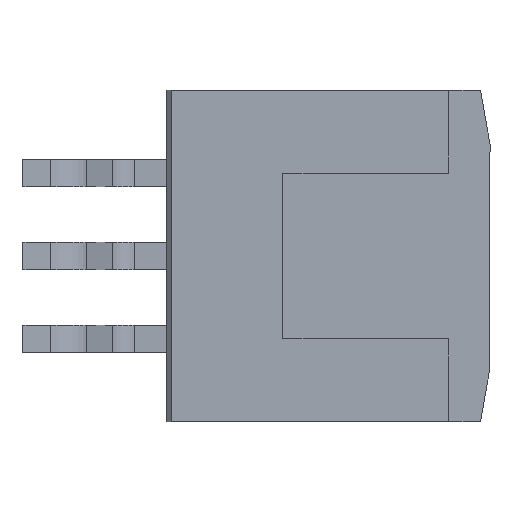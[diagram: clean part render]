
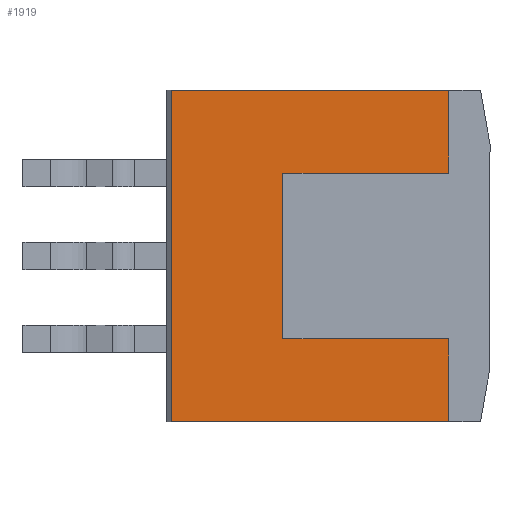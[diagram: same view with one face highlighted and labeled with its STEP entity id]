
A CAD part, front view. The second image highlights one B-rep face of the part: STEP entity #1919.
In plain terms, the highlighted planar face has unit normal (0, -1, 0).
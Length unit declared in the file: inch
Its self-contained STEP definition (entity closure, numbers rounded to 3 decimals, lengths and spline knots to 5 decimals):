
#8 = CARTESIAN_POINT ( 'NONE',  ( 0.0325, 0., -0.1 ) ) ;
#9 = EDGE_CURVE ( 'NONE', #1312, #1976, #17, .T. ) ;
#17 = LINE ( 'NONE', #1142, #1445 ) ;
#39 = CARTESIAN_POINT ( 'NONE',  ( 0.0325, 0., 0.1 ) ) ;
#54 = ORIENTED_EDGE ( 'NONE', *, *, #398, .T. ) ;
#59 = PLANE ( 'NONE',  #583 ) ;
#162 = CARTESIAN_POINT ( 'NONE',  ( 0.2325, 0., -0.2 ) ) ;
#265 = CARTESIAN_POINT ( 'NONE',  ( 0.0325, 0., -0.1 ) ) ;
#288 = CARTESIAN_POINT ( 'NONE',  ( 0.2325, 0., -0.1 ) ) ;
#373 = EDGE_CURVE ( 'NONE', #374, #725, #1133, .T. ) ;
#374 = VERTEX_POINT ( 'NONE', #2058 ) ;
#381 = DIRECTION ( 'NONE',  ( -1., 0., 0. ) ) ;
#383 = LINE ( 'NONE', #1714, #1027 ) ;
#398 = EDGE_CURVE ( 'NONE', #1312, #725, #383, .T. ) ;
#409 = DIRECTION ( 'NONE',  ( -1., 0., 0. ) ) ;
#416 = VECTOR ( 'NONE', #1247, 39.37008 ) ;
#424 = DIRECTION ( 'NONE',  ( 1., 0., 0. ) ) ;
#445 = DIRECTION ( 'NONE',  ( 0., 0., 1. ) ) ;
#487 = CARTESIAN_POINT ( 'NONE',  ( -0.10219, 0., 0.2 ) ) ;
#506 = ORIENTED_EDGE ( 'NONE', *, *, #822, .F. ) ;
#541 = CARTESIAN_POINT ( 'NONE',  ( 0.2325, 0., 0.2 ) ) ;
#558 = VERTEX_POINT ( 'NONE', #1299 ) ;
#583 = AXIS2_PLACEMENT_3D ( 'NONE', #596, #783, #970 ) ;
#596 = CARTESIAN_POINT ( 'NONE',  ( -0.10219, 0., -0.2 ) ) ;
#601 = LINE ( 'NONE', #1841, #1256 ) ;
#685 = VECTOR ( 'NONE', #2150, 39.37008 ) ;
#725 = VERTEX_POINT ( 'NONE', #288 ) ;
#783 = DIRECTION ( 'NONE',  ( 0., 1., 0. ) ) ;
#822 = EDGE_CURVE ( 'NONE', #558, #1518, #1117, .T. ) ;
#970 = DIRECTION ( 'NONE',  ( 1., 0., 0. ) ) ;
#976 = LINE ( 'NONE', #1895, #2129 ) ;
#988 = VERTEX_POINT ( 'NONE', #487 ) ;
#991 = EDGE_CURVE ( 'NONE', #1518, #374, #1399, .T. ) ;
#1002 = VECTOR ( 'NONE', #409, 39.37008 ) ;
#1027 = VECTOR ( 'NONE', #445, 39.37008 ) ;
#1089 = VECTOR ( 'NONE', #424, 39.37008 ) ;
#1117 = LINE ( 'NONE', #2050, #1002 ) ;
#1133 = LINE ( 'NONE', #265, #1089 ) ;
#1142 = CARTESIAN_POINT ( 'NONE',  ( -0.10219, 0., -0.2 ) ) ;
#1182 = ORIENTED_EDGE ( 'NONE', *, *, #1497, .F. ) ;
#1232 = ORIENTED_EDGE ( 'NONE', *, *, #9, .F. ) ;
#1247 = DIRECTION ( 'NONE',  ( 0., 0., -1. ) ) ;
#1256 = VECTOR ( 'NONE', #1465, 39.37008 ) ;
#1294 = ORIENTED_EDGE ( 'NONE', *, *, #991, .F. ) ;
#1299 = CARTESIAN_POINT ( 'NONE',  ( 0.2325, 0., 0.1 ) ) ;
#1312 = VERTEX_POINT ( 'NONE', #162 ) ;
#1367 = FACE_OUTER_BOUND ( 'NONE', #1986, .T. ) ;
#1379 = VERTEX_POINT ( 'NONE', #541 ) ;
#1399 = LINE ( 'NONE', #8, #416 ) ;
#1439 = CARTESIAN_POINT ( 'NONE',  ( 0.2325, 0., -0.2 ) ) ;
#1445 = VECTOR ( 'NONE', #381, 39.37008 ) ;
#1447 = ORIENTED_EDGE ( 'NONE', *, *, #1660, .T. ) ;
#1465 = DIRECTION ( 'NONE',  ( 0., 0., 1. ) ) ;
#1497 = EDGE_CURVE ( 'NONE', #1976, #988, #601, .T. ) ;
#1518 = VERTEX_POINT ( 'NONE', #39 ) ;
#1660 = EDGE_CURVE ( 'NONE', #1379, #988, #976, .T. ) ;
#1714 = CARTESIAN_POINT ( 'NONE',  ( 0.2325, 0., -0.2 ) ) ;
#1841 = CARTESIAN_POINT ( 'NONE',  ( -0.10219, 0., -0.2 ) ) ;
#1895 = CARTESIAN_POINT ( 'NONE',  ( -0.10219, 0., 0.2 ) ) ;
#1919 = ADVANCED_FACE ( 'NONE', ( #1367 ), #59, .F. ) ;
#1976 = VERTEX_POINT ( 'NONE', #2265 ) ;
#1986 = EDGE_LOOP ( 'NONE', ( #1294, #506, #2189, #1447, #1182, #1232, #54, #2109 ) ) ;
#2050 = CARTESIAN_POINT ( 'NONE',  ( 0.0325, 0., 0.1 ) ) ;
#2058 = CARTESIAN_POINT ( 'NONE',  ( 0.0325, 0., -0.1 ) ) ;
#2091 = EDGE_CURVE ( 'NONE', #558, #1379, #2231, .T. ) ;
#2109 = ORIENTED_EDGE ( 'NONE', *, *, #373, .F. ) ;
#2129 = VECTOR ( 'NONE', #2244, 39.37008 ) ;
#2150 = DIRECTION ( 'NONE',  ( 0., 0., 1. ) ) ;
#2189 = ORIENTED_EDGE ( 'NONE', *, *, #2091, .T. ) ;
#2231 = LINE ( 'NONE', #1439, #685 ) ;
#2244 = DIRECTION ( 'NONE',  ( -1., 0., 0. ) ) ;
#2265 = CARTESIAN_POINT ( 'NONE',  ( -0.10219, 0., -0.2 ) ) ;
